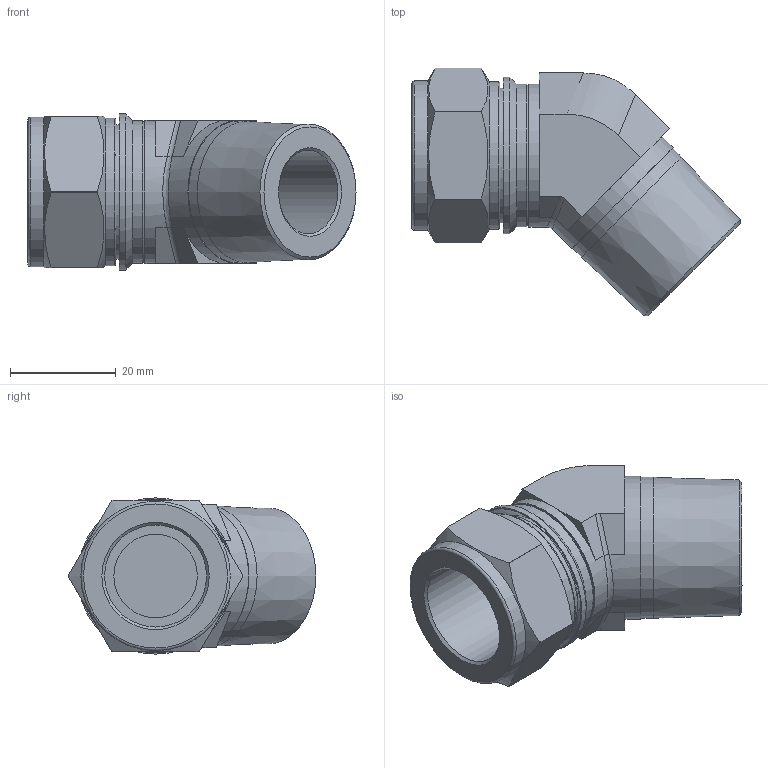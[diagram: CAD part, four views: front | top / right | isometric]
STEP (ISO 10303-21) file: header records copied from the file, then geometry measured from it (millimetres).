
FILE_DESCRIPTION(/* description */ (''),/* implementation_level */ '2;1');
FILE_NAME(/* name */ 'SHMEI-12-12N.stp',/* time_stamp */ '2022-05-10T11:22:02+09:00',/* author */ ('user'),/* organization */ (''),/* preprocessor_version */ 'ST-DEVELOPER v18.1',/* originating_system */ 'Autodesk Inventor 2022',/* authorisation */ '');
FILE_SCHEMA (('AUTOMOTIVE_DESIGN { 1 0 10303 214 3 1 1 }'));
Length unit declared in the file: millimetre
Products named in the file (1): SHME-12-12N
Bounding box: 61.92 x 46.75 x 29.5 mm (x, y, z)
Volume: 25314 mm3; surface area: 10660 mm2
Topology: 1 solids, 1 shells, 73 faces, 162 edges, 99 vertices
Faces by surface type: plane 36, cylinder 23, cone 11, torus 2, bspline 1
Full cylindrical faces by diameter (mm): 15.75 x2, 19.25 x1, 23.8 x1, 24.2 x1, 25.4 x1, 26.67 x1, 26.9 x1, 27 x2, 27.8 x1, 28.2 x1, 29.5 x1
Entity records: 2057 total; most frequent: CARTESIAN_POINT 378, DIRECTION 368, ORIENTED_EDGE 324, EDGE_CURVE 162, AXIS2_PLACEMENT_3D 145, VERTEX_POINT 99, EDGE_LOOP 81, LINE 78
